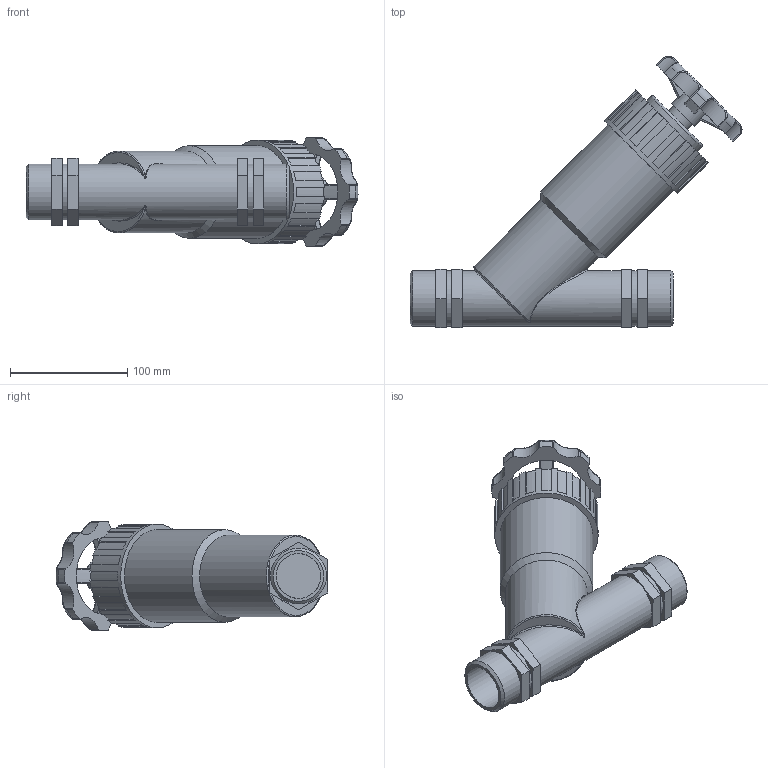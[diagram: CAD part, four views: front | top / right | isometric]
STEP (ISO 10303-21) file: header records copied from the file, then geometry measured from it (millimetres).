
FILE_DESCRIPTION(/* description */ ('PLASSON ANGLE SEAT VALVE 1.1/4"-1.1/4"'),/* implementation_level */ '2;1');
FILE_NAME(/* name */ '03047188_030471880A_03049188.ipt.stp',/* time_stamp */ '2017-06-19T12:11:13+03:00',/* author */ ('KIM'),/* organization */ (''),/* preprocessor_version */ 'ST-DEVELOPER v15.6',/* originating_system */ 'Autodesk Inventor 2015',/* authorisation */ '');
FILE_SCHEMA (('AUTOMOTIVE_DESIGN { 1 0 10303 214 3 1 1 }'));
Length unit declared in the file: millimetre
Products named in the file (1): 03047188_030471880A_03049188
Bounding box: 283.65 x 232.03 x 93.08 mm (x, y, z)
Volume: 1166473.6 mm3; surface area: 133342.6 mm2
Topology: 1 solids, 1 shells, 223 faces, 593 edges, 382 vertices
Faces by surface type: plane 110, cylinder 70, bspline 28, cone 11, torus 4
Full cylindrical faces by diameter (mm): 22.356 x1, 27.945 x1, 38.242 x2, 47.803 x5, 61.479 x1, 69.862 x1, 79.177 x1, 88.493 x1
Entity records: 9051 total; most frequent: CARTESIAN_POINT 3700, ORIENTED_EDGE 1124, DIRECTION 1062, EDGE_CURVE 562, AXIS2_PLACEMENT_3D 391, VERTEX_POINT 372, LINE 280, VECTOR 280
